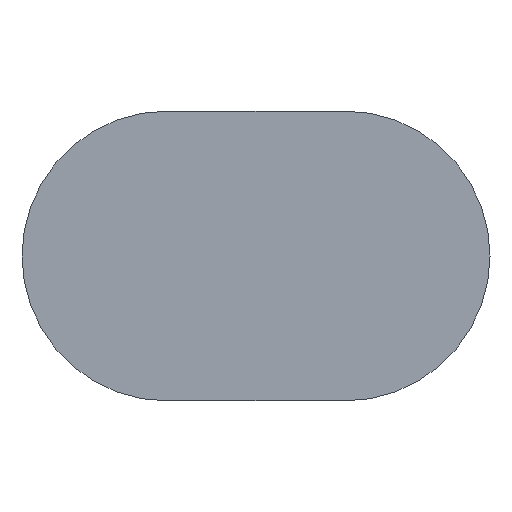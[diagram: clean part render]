
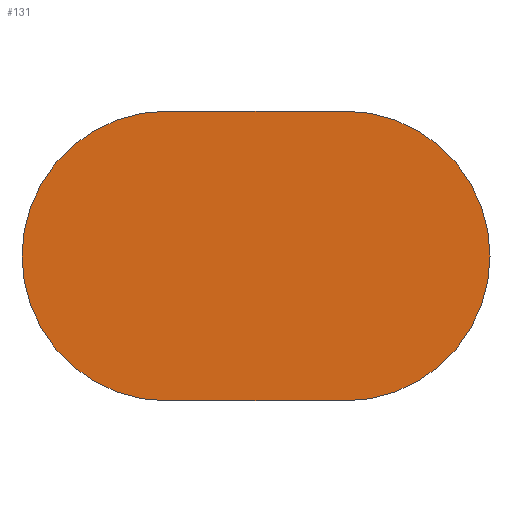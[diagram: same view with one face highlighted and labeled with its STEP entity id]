
A CAD part, front view. The second image highlights one B-rep face of the part: STEP entity #131.
In plain terms, the highlighted planar face has unit normal (0, -1, 0).
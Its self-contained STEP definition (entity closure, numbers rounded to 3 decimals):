
#131 = ADVANCED_FACE ( 'NONE', ( #744 ), #2870, .F. ) ;
#167 = CIRCLE ( 'NONE', #3667, 3.25 ) ;
#176 = DIRECTION ( 'NONE',  ( 0., 0., 1. ) ) ;
#244 = EDGE_CURVE ( 'NONE', #810, #332, #1477, .T. ) ;
#332 = VERTEX_POINT ( 'NONE', #2027 ) ;
#379 = DIRECTION ( 'NONE',  ( -1., 0., 0. ) ) ;
#501 = DIRECTION ( 'NONE',  ( 0., -1., 0. ) ) ;
#550 = CARTESIAN_POINT ( 'NONE',  ( 4., 0., 0. ) ) ;
#622 = ORIENTED_EDGE ( 'NONE', *, *, #244, .T. ) ;
#660 = AXIS2_PLACEMENT_3D ( 'NONE', #2572, #501, #1074 ) ;
#744 = FACE_OUTER_BOUND ( 'NONE', #3027, .T. ) ;
#784 = AXIS2_PLACEMENT_3D ( 'NONE', #1947, #1629, #176 ) ;
#810 = VERTEX_POINT ( 'NONE', #2257 ) ;
#1074 = DIRECTION ( 'NONE',  ( 0., 0., -1. ) ) ;
#1121 = DIRECTION ( 'NONE',  ( 0., 0., -1. ) ) ;
#1125 = EDGE_CURVE ( 'NONE', #3613, #3500, #167, .T. ) ;
#1134 = CARTESIAN_POINT ( 'NONE',  ( 0., 0., -3.25 ) ) ;
#1242 = CARTESIAN_POINT ( 'NONE',  ( 0., 0., 3.25 ) ) ;
#1457 = DIRECTION ( 'NONE',  ( 1., 0., 0. ) ) ;
#1477 = CIRCLE ( 'NONE', #660, 3.25 ) ;
#1629 = DIRECTION ( 'NONE',  ( 0., 1., 0. ) ) ;
#1710 = ORIENTED_EDGE ( 'NONE', *, *, #3748, .T. ) ;
#1761 = ORIENTED_EDGE ( 'NONE', *, *, #2359, .T. ) ;
#1947 = CARTESIAN_POINT ( 'NONE',  ( 0., 0., 0. ) ) ;
#2027 = CARTESIAN_POINT ( 'NONE',  ( 0., 0., -3.25 ) ) ;
#2104 = VECTOR ( 'NONE', #379, 1000. ) ;
#2257 = CARTESIAN_POINT ( 'NONE',  ( 0., 0., 3.25 ) ) ;
#2342 = CARTESIAN_POINT ( 'NONE',  ( 4., 0., -3.25 ) ) ;
#2359 = EDGE_CURVE ( 'NONE', #3500, #810, #3334, .T. ) ;
#2572 = CARTESIAN_POINT ( 'NONE',  ( 0., 0., 0. ) ) ;
#2632 = LINE ( 'NONE', #1134, #3295 ) ;
#2870 = PLANE ( 'NONE',  #784 ) ;
#2947 = CARTESIAN_POINT ( 'NONE',  ( 4., 0., 3.25 ) ) ;
#3027 = EDGE_LOOP ( 'NONE', ( #622, #1710, #3168, #1761 ) ) ;
#3168 = ORIENTED_EDGE ( 'NONE', *, *, #1125, .T. ) ;
#3295 = VECTOR ( 'NONE', #1457, 1000. ) ;
#3334 = LINE ( 'NONE', #1242, #2104 ) ;
#3500 = VERTEX_POINT ( 'NONE', #2947 ) ;
#3613 = VERTEX_POINT ( 'NONE', #2342 ) ;
#3667 = AXIS2_PLACEMENT_3D ( 'NONE', #550, #3867, #1121 ) ;
#3748 = EDGE_CURVE ( 'NONE', #332, #3613, #2632, .T. ) ;
#3867 = DIRECTION ( 'NONE',  ( 0., -1., 0. ) ) ;
